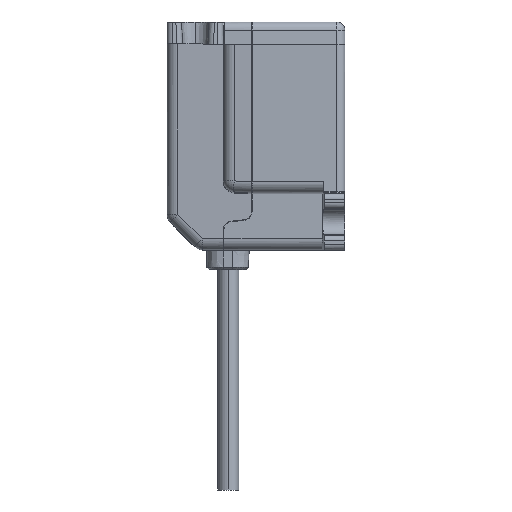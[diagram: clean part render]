
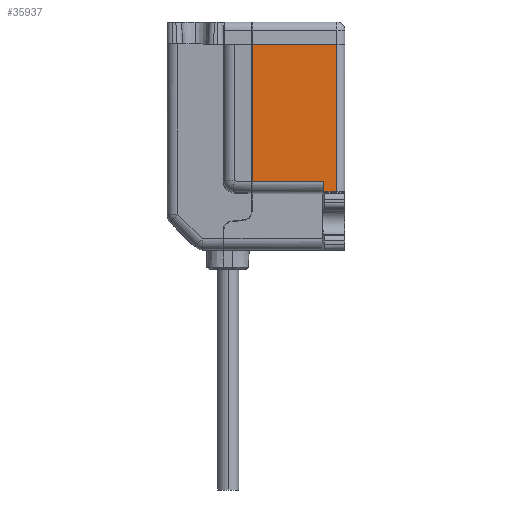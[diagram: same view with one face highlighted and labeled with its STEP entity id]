
A CAD part, left-side view. The second image highlights one B-rep face of the part: STEP entity #35937.
In plain terms, the highlighted planar face has unit normal (-1, 0, 0).
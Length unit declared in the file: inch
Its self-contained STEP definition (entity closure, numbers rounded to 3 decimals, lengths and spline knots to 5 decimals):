
#348 = LINE ( 'NONE', #22343, #8359 ) ;
#666 = DIRECTION ( 'NONE',  ( 0., 0., -1. ) ) ;
#1045 = VECTOR ( 'NONE', #666, 39.37008 ) ;
#2405 = DIRECTION ( 'NONE',  ( 0., 0., 1. ) ) ;
#3258 = EDGE_CURVE ( 'NONE', #29696, #33776, #34723, .T. ) ;
#3919 = VECTOR ( 'NONE', #24138, 39.37008 ) ;
#3980 = CARTESIAN_POINT ( 'NONE',  ( -1.56496, 0., -0.79724 ) ) ;
#4203 = VERTEX_POINT ( 'NONE', #17089 ) ;
#5557 = DIRECTION ( 'NONE',  ( 0., -1., 0. ) ) ;
#5672 = FACE_OUTER_BOUND ( 'NONE', #27016, .T. ) ;
#6563 = ORIENTED_EDGE ( 'NONE', *, *, #14775, .F. ) ;
#7992 = EDGE_CURVE ( 'NONE', #35263, #4203, #10591, .T. ) ;
#8359 = VECTOR ( 'NONE', #2405, 39.37008 ) ;
#10399 = EDGE_CURVE ( 'NONE', #14476, #25543, #17557, .T. ) ;
#10591 = LINE ( 'NONE', #29896, #3919 ) ;
#12230 = ORIENTED_EDGE ( 'NONE', *, *, #23527, .F. ) ;
#14030 = CARTESIAN_POINT ( 'NONE',  ( -1.56496, 0., -0.31871 ) ) ;
#14476 = VERTEX_POINT ( 'NONE', #31983 ) ;
#14775 = EDGE_CURVE ( 'NONE', #35263, #33776, #348, .T. ) ;
#16434 = DIRECTION ( 'NONE',  ( 0., 0., -1. ) ) ;
#16657 = VECTOR ( 'NONE', #32012, 39.37008 ) ;
#17089 = CARTESIAN_POINT ( 'NONE',  ( -1.56496, 0.05906, -0.38999 ) ) ;
#17260 = CARTESIAN_POINT ( 'NONE',  ( -1.56496, 0.14992, -0.38999 ) ) ;
#17312 = ORIENTED_EDGE ( 'NONE', *, *, #36246, .T. ) ;
#17557 = LINE ( 'NONE', #29276, #16657 ) ;
#17656 = AXIS2_PLACEMENT_3D ( 'NONE', #3980, #18208, #23927 ) ;
#18091 = PLANE ( 'NONE',  #17656 ) ;
#18208 = DIRECTION ( 'NONE',  ( -1., 0., 0. ) ) ;
#18319 = ORIENTED_EDGE ( 'NONE', *, *, #7992, .T. ) ;
#20083 = CARTESIAN_POINT ( 'NONE',  ( -1.56496, 0.64961, -0.31871 ) ) ;
#22270 = VECTOR ( 'NONE', #5557, 39.37008 ) ;
#22343 = CARTESIAN_POINT ( 'NONE',  ( -1.56496, 0.14992, -0.39409 ) ) ;
#23511 = VECTOR ( 'NONE', #16434, 39.37008 ) ;
#23527 = EDGE_CURVE ( 'NONE', #25543, #4203, #28690, .T. ) ;
#23927 = DIRECTION ( 'NONE',  ( 0., 0., 1. ) ) ;
#24112 = ORIENTED_EDGE ( 'NONE', *, *, #3258, .T. ) ;
#24138 = DIRECTION ( 'NONE',  ( 0., -1., 0. ) ) ;
#24396 = LINE ( 'NONE', #33368, #23511 ) ;
#25543 = VERTEX_POINT ( 'NONE', #26146 ) ;
#25845 = CARTESIAN_POINT ( 'NONE',  ( -1.56496, 0.05906, -3.20423 ) ) ;
#26146 = CARTESIAN_POINT ( 'NONE',  ( -1.56496, 0.05906, 0.63976 ) ) ;
#27016 = EDGE_LOOP ( 'NONE', ( #17312, #24112, #6563, #18319, #12230, #30247 ) ) ;
#27950 = CARTESIAN_POINT ( 'NONE',  ( -1.56496, 0.14992, -0.31871 ) ) ;
#28690 = LINE ( 'NONE', #25845, #1045 ) ;
#29276 = CARTESIAN_POINT ( 'NONE',  ( -1.56496, 0., 0.63976 ) ) ;
#29696 = VERTEX_POINT ( 'NONE', #20083 ) ;
#29896 = CARTESIAN_POINT ( 'NONE',  ( -1.56496, 0., -0.38999 ) ) ;
#30247 = ORIENTED_EDGE ( 'NONE', *, *, #10399, .F. ) ;
#31983 = CARTESIAN_POINT ( 'NONE',  ( -1.56496, 0.64961, 0.63976 ) ) ;
#32012 = DIRECTION ( 'NONE',  ( 0., -1., 0. ) ) ;
#33368 = CARTESIAN_POINT ( 'NONE',  ( -1.56496, 0.64961, -0.79724 ) ) ;
#33776 = VERTEX_POINT ( 'NONE', #27950 ) ;
#34723 = LINE ( 'NONE', #14030, #22270 ) ;
#35263 = VERTEX_POINT ( 'NONE', #17260 ) ;
#35937 = ADVANCED_FACE ( 'NONE', ( #5672 ), #18091, .T. ) ;
#36246 = EDGE_CURVE ( 'NONE', #14476, #29696, #24396, .T. ) ;
